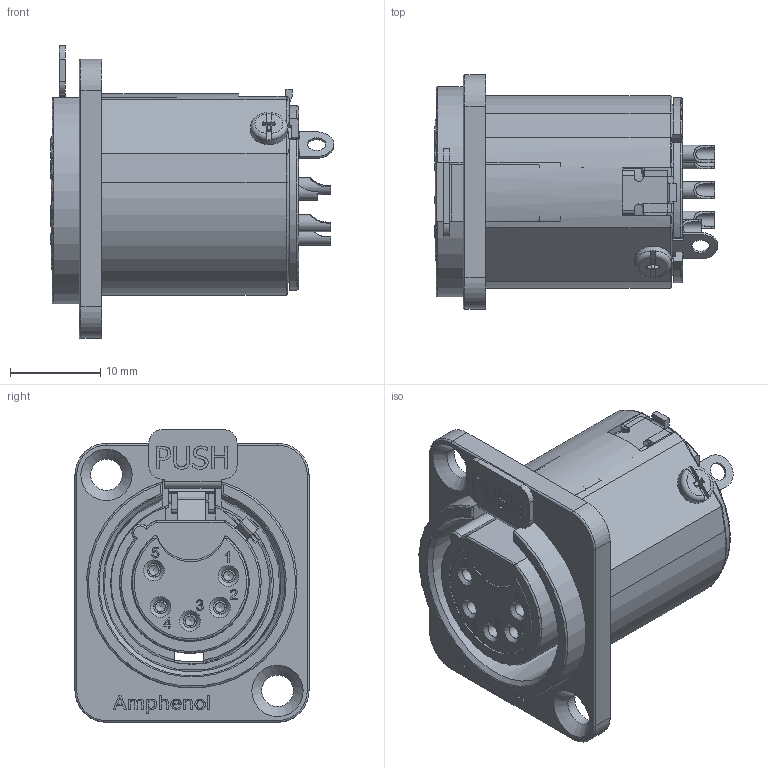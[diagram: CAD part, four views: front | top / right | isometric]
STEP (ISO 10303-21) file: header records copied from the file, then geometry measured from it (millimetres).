
FILE_DESCRIPTION((''),'2;1');
FILE_NAME('AC5FDZ.stp','2013-02-13T15:44:21',('minh'),(''),'Autodesk Inventor 2012','Autodesk Inventor 2012','');
FILE_SCHEMA(('AUTOMOTIVE_DESIGN { 1 0 10303 214 1 1 1 1 }'));
Length unit declared in the file: millimetre
Products named in the file (13): AC5FDZ; AC5FPZB PART1; 348-4066-000; AC5FPZB ~PART1; 208-4006-000; AC5FPZB PART3; AC5FPZB ~~~PART1; 156-4074-000; 127-4046-000; 127-4047-000; AC5F SOCKET; AC5F SOCKET FORMING; AC5F Formed SOCKET
Assembly tree (16 placements, depth 4):
  AC5FDZ
    AC5FPZB PART1
    348-4066-000
    AC5FPZB ~PART1
    208-4006-000
    AC5FPZB PART3
    AC5FPZB ~~~PART1
    156-4074-000
      127-4046-000
      127-4047-000
      AC5F SOCKET
        AC5F SOCKET FORMING
      AC5F Formed SOCKET  x4
        AC5F SOCKET FORMING
Bounding box: 31.53 x 26 x 32.52 mm (x, y, z)
Volume: 8397 mm3; surface area: 13237 mm2
Topology: 14 solids, 14 shells, 1015 faces, 2698 edges, 1745 vertices
Faces by surface type: plane 570, cylinder 180, bspline 165, cone 71, torus 27, revolution 2
Full cylindrical faces by diameter (mm): 1.2 x5, 1.4 x10, 1.5 x5, 1.9 x5, 2 x6, 2.2 x1, 2.35 x1, 2.65 x5, 2.85 x5, 2.9 x5, 3 x1, 3.15 x5, 3.5 x2, 4.1 x1, 13.1 x1
Entity records: 28782 total; most frequent: CARTESIAN_POINT 7765, ORIENTED_EDGE 4558, DIRECTION 3748, EDGE_CURVE 2279, VERTEX_POINT 1518, VECTOR 1412, LINE 1412, AXIS2_PLACEMENT_3D 1167
